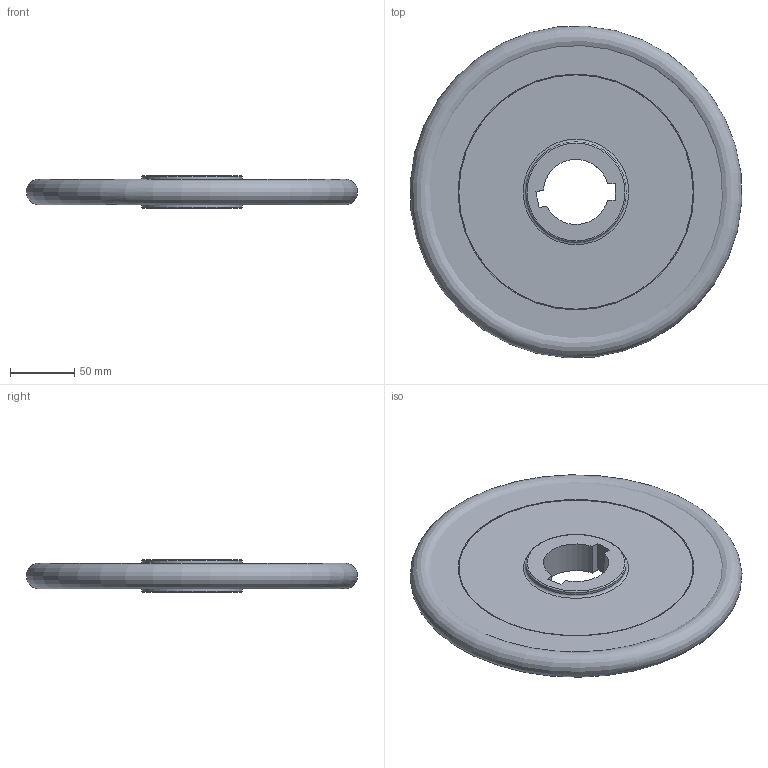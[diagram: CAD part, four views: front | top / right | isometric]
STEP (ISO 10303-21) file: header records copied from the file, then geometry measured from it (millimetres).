
FILE_DESCRIPTION(/* description */ (''),/* implementation_level */ '2;1');
FILE_NAME(/* name */ '335.25-10.00-XL1113R-R10.stp',/* time_stamp */ '2020-03-03T09:31:47+05:00',/* author */ (''),/* organization */ (''),/* preprocessor_version */ 'ST-DEVELOPER v16.7',/* originating_system */ 'SIEMENS PLM Software NX 12.0',/* authorisation */ '');
FILE_SCHEMA (('AUTOMOTIVE_DESIGN { 1 0 10303 214 3 1 1 1 }'));
Length unit declared in the file: millimetre
Products named in the file (1): inpu14587469z3g7
Bounding box: 258.46 x 258.46 x 25.4 mm (x, y, z)
Volume: 980156.2 mm3; surface area: 155621.7 mm2
Topology: 2 solids, 2 shells, 30 faces, 65 edges, 42 vertices
Faces by surface type: plane 13, torus 8, cylinder 6, cone 2, revolution 1
Full cylindrical faces by diameter (mm): 5.25 x1, 78.2 x2, 247.3 x1
Entity records: 824 total; most frequent: CARTESIAN_POINT 173, DIRECTION 135, ORIENTED_EDGE 88, AXIS2_PLACEMENT_3D 57, EDGE_LOOP 50, EDGE_CURVE 44, FACE_BOUND 42, VERTEX_POINT 37
